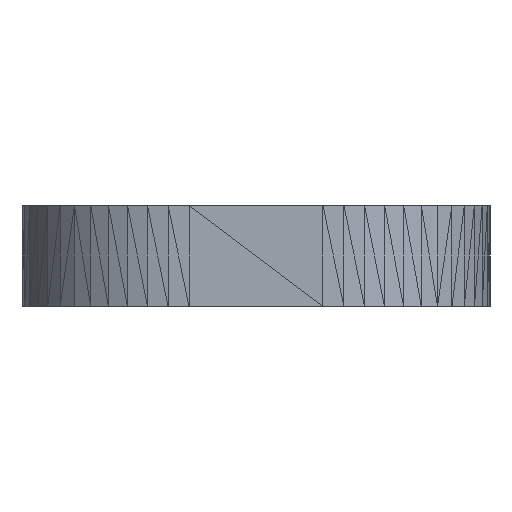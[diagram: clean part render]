
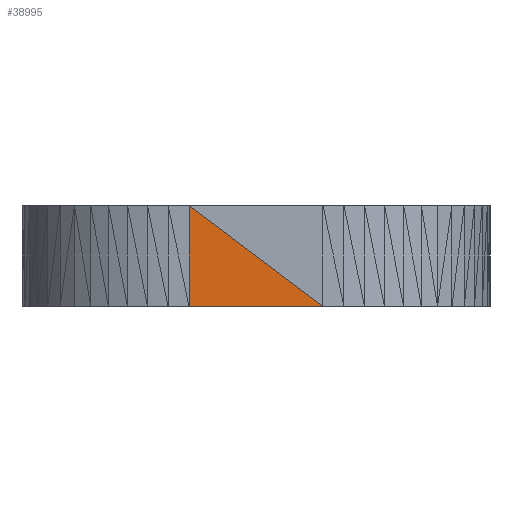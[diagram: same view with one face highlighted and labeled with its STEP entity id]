
A CAD part, left-side view. The second image highlights one B-rep face of the part: STEP entity #38995.
In plain terms, the highlighted planar face has unit normal (-1, 0, 0).
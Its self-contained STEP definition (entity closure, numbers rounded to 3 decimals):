
#38948 = VERTEX_POINT('',#38949);
#38949 = CARTESIAN_POINT('',(-18.5,1.,1.5));
#38984 = PLANE('',#38985);
#38985 = AXIS2_PLACEMENT_3D('',#38986,#38987,#38988);
#38986 = CARTESIAN_POINT('',(-18.5,-0.25,1.));
#38987 = DIRECTION('',(-1.,-0.,-0.));
#38988 = DIRECTION('',(0.,0.,-1.));
#38995 = ADVANCED_FACE('',(#38996),#39008,.T.);
#38996 = FACE_BOUND('',#38997,.T.);
#38997 = EDGE_LOOP('',(#38998,#39026,#39054));
#38998 = ORIENTED_EDGE('',*,*,#38999,.T.);
#38999 = EDGE_CURVE('',#39000,#38948,#39002,.T.);
#39000 = VERTEX_POINT('',#39001);
#39001 = CARTESIAN_POINT('',(-18.5,-1.,0.));
#39002 = SURFACE_CURVE('',#39003,(#39007,#39019),.PCURVE_S1.);
#39003 = LINE('',#39004,#39005);
#39004 = CARTESIAN_POINT('',(-18.5,-1.,0.));
#39005 = VECTOR('',#39006,1.);
#39006 = DIRECTION('',(0.,0.8,0.6));
#39007 = PCURVE('',#39008,#39013);
#39008 = PLANE('',#39009);
#39009 = AXIS2_PLACEMENT_3D('',#39010,#39011,#39012);
#39010 = CARTESIAN_POINT('',(-18.5,0.25,0.5));
#39011 = DIRECTION('',(-1.,-0.,-0.));
#39012 = DIRECTION('',(0.,0.,-1.));
#39013 = DEFINITIONAL_REPRESENTATION('',(#39014),#39018);
#39014 = LINE('',#39015,#39016);
#39015 = CARTESIAN_POINT('',(0.5,1.25));
#39016 = VECTOR('',#39017,1.);
#39017 = DIRECTION('',(-0.6,-0.8));
#39018 = ( GEOMETRIC_REPRESENTATION_CONTEXT(2) 
PARAMETRIC_REPRESENTATION_CONTEXT() REPRESENTATION_CONTEXT('2D SPACE',''
  ) );
#39019 = PCURVE('',#38984,#39020);
#39020 = DEFINITIONAL_REPRESENTATION('',(#39021),#39025);
#39021 = LINE('',#39022,#39023);
#39022 = CARTESIAN_POINT('',(1.,0.75));
#39023 = VECTOR('',#39024,1.);
#39024 = DIRECTION('',(-0.6,-0.8));
#39025 = ( GEOMETRIC_REPRESENTATION_CONTEXT(2) 
PARAMETRIC_REPRESENTATION_CONTEXT() REPRESENTATION_CONTEXT('2D SPACE',''
  ) );
#39026 = ORIENTED_EDGE('',*,*,#39027,.T.);
#39027 = EDGE_CURVE('',#38948,#39028,#39030,.T.);
#39028 = VERTEX_POINT('',#39029);
#39029 = CARTESIAN_POINT('',(-18.5,1.,0.));
#39030 = SURFACE_CURVE('',#39031,(#39035,#39042),.PCURVE_S1.);
#39031 = LINE('',#39032,#39033);
#39032 = CARTESIAN_POINT('',(-18.5,1.,1.5));
#39033 = VECTOR('',#39034,1.);
#39034 = DIRECTION('',(0.,0.,-1.));
#39035 = PCURVE('',#39008,#39036);
#39036 = DEFINITIONAL_REPRESENTATION('',(#39037),#39041);
#39037 = LINE('',#39038,#39039);
#39038 = CARTESIAN_POINT('',(-1.,-0.75));
#39039 = VECTOR('',#39040,1.);
#39040 = DIRECTION('',(1.,0.));
#39041 = ( GEOMETRIC_REPRESENTATION_CONTEXT(2) 
PARAMETRIC_REPRESENTATION_CONTEXT() REPRESENTATION_CONTEXT('2D SPACE',''
  ) );
#39042 = PCURVE('',#39043,#39048);
#39043 = PLANE('',#39044);
#39044 = AXIS2_PLACEMENT_3D('',#39045,#39046,#39047);
#39045 = CARTESIAN_POINT('',(-18.495,1.086,
    0.82));
#39046 = DIRECTION('',(-0.998,0.063,
    0.));
#39047 = DIRECTION('',(-0.063,-0.998,0.));
#39048 = DEFINITIONAL_REPRESENTATION('',(#39049),#39053);
#39049 = LINE('',#39050,#39051);
#39050 = CARTESIAN_POINT('',(0.087,0.68));
#39051 = VECTOR('',#39052,1.);
#39052 = DIRECTION('',(0.,-1.));
#39053 = ( GEOMETRIC_REPRESENTATION_CONTEXT(2) 
PARAMETRIC_REPRESENTATION_CONTEXT() REPRESENTATION_CONTEXT('2D SPACE',''
  ) );
#39054 = ORIENTED_EDGE('',*,*,#39055,.T.);
#39055 = EDGE_CURVE('',#39028,#39000,#39056,.T.);
#39056 = SURFACE_CURVE('',#39057,(#39061,#39068),.PCURVE_S1.);
#39057 = LINE('',#39058,#39059);
#39058 = CARTESIAN_POINT('',(-18.5,1.,0.));
#39059 = VECTOR('',#39060,1.);
#39060 = DIRECTION('',(0.,-1.,0.));
#39061 = PCURVE('',#39008,#39062);
#39062 = DEFINITIONAL_REPRESENTATION('',(#39063),#39067);
#39063 = LINE('',#39064,#39065);
#39064 = CARTESIAN_POINT('',(0.5,-0.75));
#39065 = VECTOR('',#39066,1.);
#39066 = DIRECTION('',(0.,1.));
#39067 = ( GEOMETRIC_REPRESENTATION_CONTEXT(2) 
PARAMETRIC_REPRESENTATION_CONTEXT() REPRESENTATION_CONTEXT('2D SPACE',''
  ) );
#39068 = PCURVE('',#39069,#39074);
#39069 = PLANE('',#39070);
#39070 = AXIS2_PLACEMENT_3D('',#39071,#39072,#39073);
#39071 = CARTESIAN_POINT('',(-17.809,0.,0.));
#39072 = DIRECTION('',(-0.,-0.,-1.));
#39073 = DIRECTION('',(-1.,0.,0.));
#39074 = DEFINITIONAL_REPRESENTATION('',(#39075),#39079);
#39075 = LINE('',#39076,#39077);
#39076 = CARTESIAN_POINT('',(0.691,1.));
#39077 = VECTOR('',#39078,1.);
#39078 = DIRECTION('',(0.,-1.));
#39079 = ( GEOMETRIC_REPRESENTATION_CONTEXT(2) 
PARAMETRIC_REPRESENTATION_CONTEXT() REPRESENTATION_CONTEXT('2D SPACE',''
  ) );
